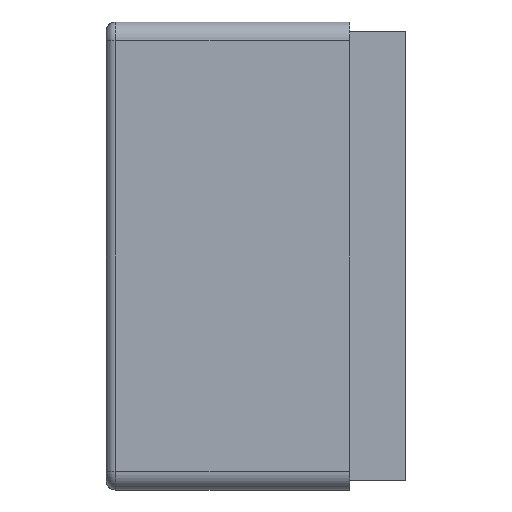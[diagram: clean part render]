
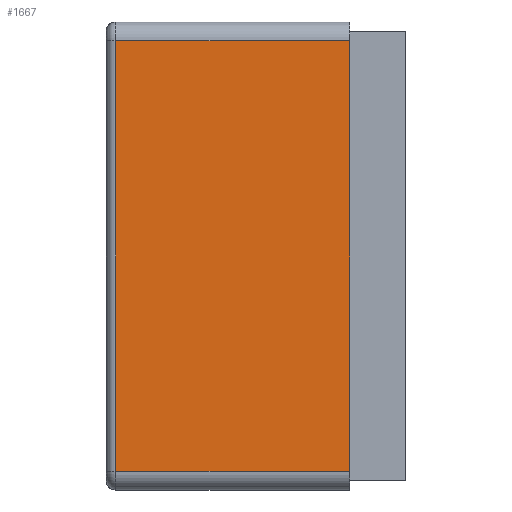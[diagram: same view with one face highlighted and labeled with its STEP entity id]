
A CAD part, left-side view. The second image highlights one B-rep face of the part: STEP entity #1667.
In plain terms, the highlighted planar face has unit normal (-1, 0, 0).
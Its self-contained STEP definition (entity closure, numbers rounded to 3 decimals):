
#5 = EDGE_CURVE ( 'NONE', #539, #2605, #1684, .T. ) ;
#95 = FACE_OUTER_BOUND ( 'NONE', #6165, .T. ) ;
#306 = VERTEX_POINT ( 'NONE', #4988 ) ;
#362 = CARTESIAN_POINT ( 'NONE',  ( -2.45, 1.25, 1.25 ) ) ;
#424 = DIRECTION ( 'NONE',  ( 0., 0., -1. ) ) ;
#438 = LINE ( 'NONE', #5316, #5535 ) ;
#539 = VERTEX_POINT ( 'NONE', #3248 ) ;
#597 = DIRECTION ( 'NONE',  ( 0., 1., 0. ) ) ;
#839 = ORIENTED_EDGE ( 'NONE', *, *, #4019, .T. ) ;
#960 = CARTESIAN_POINT ( 'NONE',  ( -2.45, 0., 1.15 ) ) ;
#1088 = CARTESIAN_POINT ( 'NONE',  ( -2.45, 1.25, -1.15 ) ) ;
#1325 = DIRECTION ( 'NONE',  ( 0., 0., 1. ) ) ;
#1391 = LINE ( 'NONE', #4507, #3669 ) ;
#1611 = LINE ( 'NONE', #4554, #4745 ) ;
#1667 = ADVANCED_FACE ( 'NONE', ( #95 ), #3906, .F. ) ;
#1684 = LINE ( 'NONE', #362, #4599 ) ;
#2459 = DIRECTION ( 'NONE',  ( 1., 0., 0. ) ) ;
#2588 = DIRECTION ( 'NONE',  ( 0., -1., 0. ) ) ;
#2605 = VERTEX_POINT ( 'NONE', #1088 ) ;
#3158 = ORIENTED_EDGE ( 'NONE', *, *, #4884, .T. ) ;
#3240 = VERTEX_POINT ( 'NONE', #960 ) ;
#3248 = CARTESIAN_POINT ( 'NONE',  ( -2.45, 1.25, 1.15 ) ) ;
#3669 = VECTOR ( 'NONE', #2588, 1000. ) ;
#3703 = AXIS2_PLACEMENT_3D ( 'NONE', #5866, #2459, #3884 ) ;
#3884 = DIRECTION ( 'NONE',  ( 0., 0., -1. ) ) ;
#3906 = PLANE ( 'NONE',  #3703 ) ;
#4019 = EDGE_CURVE ( 'NONE', #2605, #306, #1391, .T. ) ;
#4408 = ORIENTED_EDGE ( 'NONE', *, *, #4638, .T. ) ;
#4507 = CARTESIAN_POINT ( 'NONE',  ( -2.45, 1.3, -1.15 ) ) ;
#4554 = CARTESIAN_POINT ( 'NONE',  ( -2.45, 1.3, 1.15 ) ) ;
#4599 = VECTOR ( 'NONE', #424, 1000. ) ;
#4638 = EDGE_CURVE ( 'NONE', #3240, #539, #1611, .T. ) ;
#4745 = VECTOR ( 'NONE', #597, 1000. ) ;
#4884 = EDGE_CURVE ( 'NONE', #306, #3240, #438, .T. ) ;
#4988 = CARTESIAN_POINT ( 'NONE',  ( -2.45, 0., -1.15 ) ) ;
#5028 = ORIENTED_EDGE ( 'NONE', *, *, #5, .T. ) ;
#5316 = CARTESIAN_POINT ( 'NONE',  ( -2.45, 0., 1.25 ) ) ;
#5535 = VECTOR ( 'NONE', #1325, 1000. ) ;
#5866 = CARTESIAN_POINT ( 'NONE',  ( -2.45, 1.3, 1.25 ) ) ;
#6165 = EDGE_LOOP ( 'NONE', ( #4408, #5028, #839, #3158 ) ) ;
